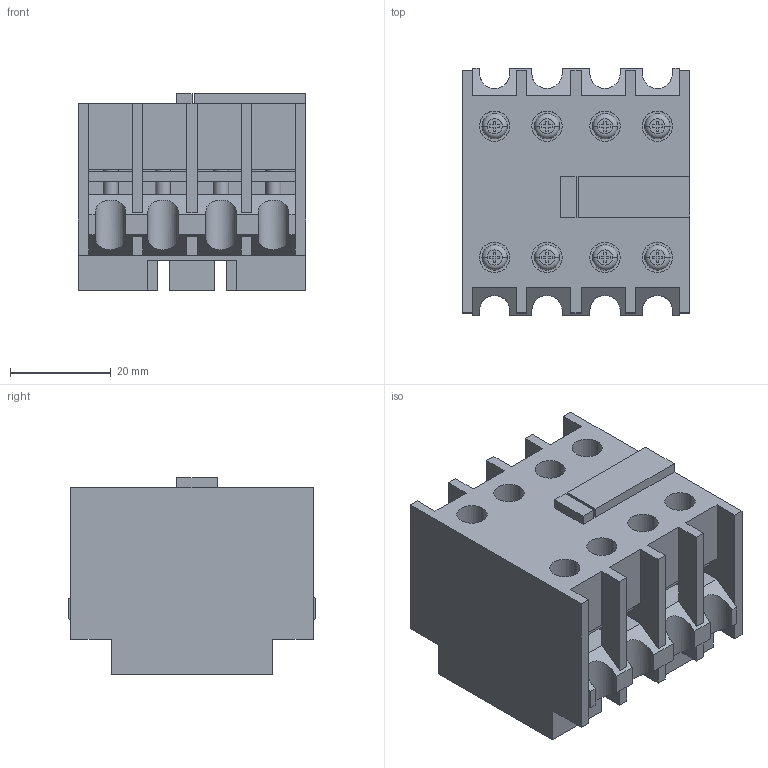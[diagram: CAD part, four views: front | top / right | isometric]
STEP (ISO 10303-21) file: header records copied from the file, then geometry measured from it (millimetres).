
FILE_DESCRIPTION (( 'STEP AP214' ), '1' );
FILE_NAME ('ﾏﾊﾝ - 22.STEP', '2016-12-26T19:59:20', ( '' ), ( '' ), 'SwSTEP 2.0', 'SolidWorks 2014', '' );
FILE_SCHEMA (( 'AUTOMOTIVE_DESIGN' ));
Length unit declared in the file: millimetre
Products named in the file (1): ﾏﾊﾝ - 22
Bounding box: 45 x 49 x 39 mm (x, y, z)
Volume: 53305.4 mm3; surface area: 21818.7 mm2
Topology: 1 solids, 1 shells, 405 faces, 1088 edges, 712 vertices
Faces by surface type: plane 301, cylinder 88, torus 16
Entity records: 12648 total; most frequent: CARTESIAN_POINT 2254, ORIENTED_EDGE 2176, DIRECTION 2076, EDGE_CURVE 1088, LINE 880, VECTOR 880, VERTEX_POINT 712, AXIS2_PLACEMENT_3D 598
